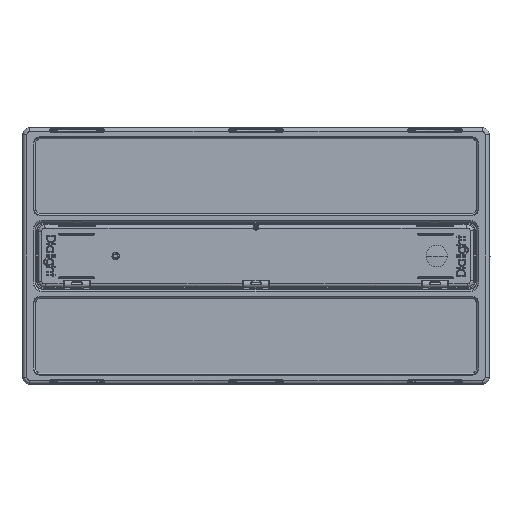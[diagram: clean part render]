
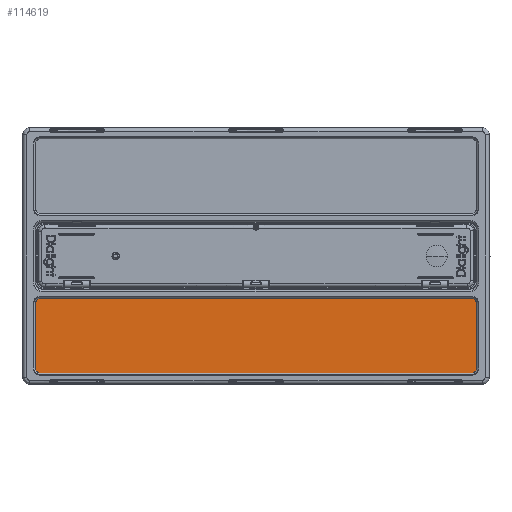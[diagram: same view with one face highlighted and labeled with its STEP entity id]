
A CAD part, front view. The second image highlights one B-rep face of the part: STEP entity #114619.
In plain terms, the highlighted planar face has unit normal (0, -1, 0).
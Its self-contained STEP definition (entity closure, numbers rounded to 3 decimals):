
#105925=CARTESIAN_POINT('',(17.586,0.225,-9.17));
#105926=CARTESIAN_POINT('',(17.586,0.225,-9.189));
#105927=CARTESIAN_POINT('',(17.581,0.225,-9.226));
#105928=CARTESIAN_POINT('',(17.563,0.225,-9.271));
#105929=CARTESIAN_POINT('',(17.536,0.225,-9.312));
#105930=CARTESIAN_POINT('',(17.495,0.225,-9.35));
#105931=CARTESIAN_POINT('',(17.438,0.225,-9.379));
#105932=CARTESIAN_POINT('',(17.394,0.225,-9.386));
#105933=CARTESIAN_POINT('',(17.37,0.225,-9.386));
#105935=DIRECTION('',(-1.,0.,0.));
#105936=VECTOR('',#105935,34.739);
#105937=CARTESIAN_POINT('',(17.37,0.225,-9.386));
#105938=LINE('',#105937,#105936);
#105939=CARTESIAN_POINT('',(-17.586,0.225,-9.17));
#105940=CARTESIAN_POINT('',(-17.586,0.225,-9.194));
#105941=CARTESIAN_POINT('',(-17.579,0.225,-9.238));
#105942=CARTESIAN_POINT('',(-17.55,0.225,-9.295));
#105943=CARTESIAN_POINT('',(-17.512,0.225,-9.336));
#105944=CARTESIAN_POINT('',(-17.471,0.225,-9.363));
#105945=CARTESIAN_POINT('',(-17.426,0.225,-9.381));
#105946=CARTESIAN_POINT('',(-17.389,0.225,-9.386));
#105947=CARTESIAN_POINT('',(-17.37,0.225,-9.386));
#105949=DIRECTION('',(0.,0.,1.));
#105950=VECTOR('',#105949,5.864);
#105951=CARTESIAN_POINT('',(-17.586,0.225,-9.17));
#105952=LINE('',#105951,#105950);
#105953=CARTESIAN_POINT('',(-17.586,0.225,-3.305));
#105954=CARTESIAN_POINT('',(-17.586,0.225,-3.286));
#105955=CARTESIAN_POINT('',(-17.581,0.225,-3.249));
#105956=CARTESIAN_POINT('',(-17.563,0.225,-3.204));
#105957=CARTESIAN_POINT('',(-17.536,0.225,-3.163));
#105958=CARTESIAN_POINT('',(-17.495,0.225,-3.125));
#105959=CARTESIAN_POINT('',(-17.438,0.225,-3.096));
#105960=CARTESIAN_POINT('',(-17.394,0.225,-3.089));
#105961=CARTESIAN_POINT('',(-17.37,0.225,-3.089));
#105963=DIRECTION('',(1.,0.,0.));
#105964=VECTOR('',#105963,34.739);
#105965=CARTESIAN_POINT('',(-17.37,0.225,-3.089));
#105966=LINE('',#105965,#105964);
#105967=CARTESIAN_POINT('',(17.37,0.225,-3.089));
#105968=CARTESIAN_POINT('',(17.389,0.225,-3.089));
#105969=CARTESIAN_POINT('',(17.426,0.225,-3.094));
#105970=CARTESIAN_POINT('',(17.471,0.225,-3.112));
#105971=CARTESIAN_POINT('',(17.512,0.225,-3.139));
#105972=CARTESIAN_POINT('',(17.55,0.225,-3.18));
#105973=CARTESIAN_POINT('',(17.579,0.225,-3.237));
#105974=CARTESIAN_POINT('',(17.586,0.225,-3.281));
#105975=CARTESIAN_POINT('',(17.586,0.225,-3.305));
#105977=DIRECTION('',(0.,0.,-1.));
#105978=VECTOR('',#105977,5.864);
#105979=CARTESIAN_POINT('',(17.586,0.225,-3.305));
#105980=LINE('',#105979,#105978);
#114231=VERTEX_POINT('',#105933);
#114232=VERTEX_POINT('',#105925);
#114235=CARTESIAN_POINT('',(17.586,0.225,-3.305));
#114236=VERTEX_POINT('',#114235);
#114239=VERTEX_POINT('',#105967);
#114241=CARTESIAN_POINT('',(-17.37,0.225,-3.089));
#114242=VERTEX_POINT('',#114241);
#114245=VERTEX_POINT('',#105953);
#114247=CARTESIAN_POINT('',(-17.586,0.225,-9.17));
#114248=VERTEX_POINT('',#114247);
#114251=VERTEX_POINT('',#105947);
#114597=CARTESIAN_POINT('',(0.,0.225,-6.238));
#114598=DIRECTION('',(0.,-1.,0.));
#114599=DIRECTION('',(0.,0.,-1.));
#114600=AXIS2_PLACEMENT_3D('',#114597,#114598,#114599);
#114601=PLANE('',#114600);
#114603=ORIENTED_EDGE('',*,*,#114602,.T.);
#114605=ORIENTED_EDGE('',*,*,#114604,.T.);
#114606=ORIENTED_EDGE('',*,*,#114587,.F.);
#114608=ORIENTED_EDGE('',*,*,#114607,.T.);
#114610=ORIENTED_EDGE('',*,*,#114609,.T.);
#114612=ORIENTED_EDGE('',*,*,#114611,.T.);
#114614=ORIENTED_EDGE('',*,*,#114613,.T.);
#114616=ORIENTED_EDGE('',*,*,#114615,.T.);
#114617=EDGE_LOOP('',(#114603,#114605,#114606,#114608,#114610,#114612,#114614,
#114616));
#114618=FACE_OUTER_BOUND('',#114617,.F.);
#114619=ADVANCED_FACE('',(#114618),#114601,.T.);
#105934=B_SPLINE_CURVE_WITH_KNOTS('',3,(#105925,#105926,#105927,#105928,#105929,
#105930,#105931,#105932,#105933),.UNSPECIFIED.,.F.,.F.,(4,1,1,1,1,1,4),(0.,
0.167,0.333,0.5,0.667,0.833,
1.),.UNSPECIFIED.);
#105948=B_SPLINE_CURVE_WITH_KNOTS('',3,(#105939,#105940,#105941,#105942,#105943,
#105944,#105945,#105946,#105947),.UNSPECIFIED.,.F.,.F.,(4,1,1,1,1,1,4),(0.,
0.167,0.333,0.5,0.667,0.833,
1.),.UNSPECIFIED.);
#105962=B_SPLINE_CURVE_WITH_KNOTS('',3,(#105953,#105954,#105955,#105956,#105957,
#105958,#105959,#105960,#105961),.UNSPECIFIED.,.F.,.F.,(4,1,1,1,1,1,4),(0.,
0.167,0.333,0.5,0.667,0.833,
1.),.UNSPECIFIED.);
#105976=B_SPLINE_CURVE_WITH_KNOTS('',3,(#105967,#105968,#105969,#105970,#105971,
#105972,#105973,#105974,#105975),.UNSPECIFIED.,.F.,.F.,(4,1,1,1,1,1,4),(0.,
0.167,0.333,0.5,0.667,0.833,
1.),.UNSPECIFIED.);
#114587=EDGE_CURVE('',#114248,#114251,#105948,.T.);
#114602=EDGE_CURVE('',#114232,#114231,#105934,.T.);
#114604=EDGE_CURVE('',#114231,#114251,#105938,.T.);
#114607=EDGE_CURVE('',#114248,#114245,#105952,.T.);
#114609=EDGE_CURVE('',#114245,#114242,#105962,.T.);
#114611=EDGE_CURVE('',#114242,#114239,#105966,.T.);
#114613=EDGE_CURVE('',#114239,#114236,#105976,.T.);
#114615=EDGE_CURVE('',#114236,#114232,#105980,.T.);
